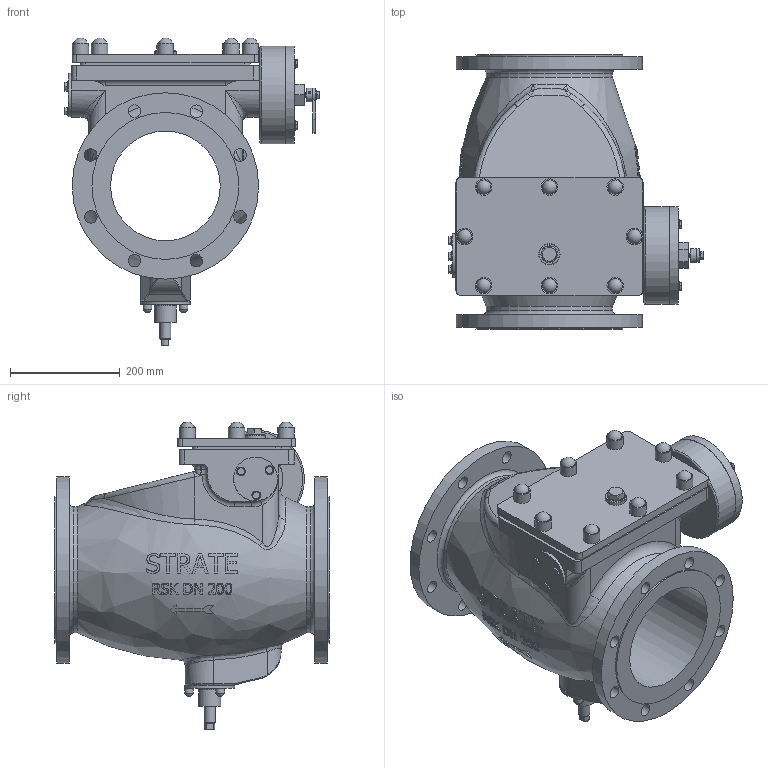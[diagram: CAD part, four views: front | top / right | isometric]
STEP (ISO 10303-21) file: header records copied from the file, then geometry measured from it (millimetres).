
FILE_DESCRIPTION(/* description */ (''),/* implementation_level */ '2;1');
FILE_NAME(/* name */ 'RSK DN 200 FTU.stp',/* time_stamp */ '2019-07-04T13:21:32+02:00',/* author */ ('aunrein'),/* organization */ (''),/* preprocessor_version */ 'ST-DEVELOPER v16.13',/* originating_system */ 'Autodesk Inventor 2018',/* authorisation */ '');
FILE_SCHEMA (('AUTOMOTIVE_DESIGN { 1 0 10303 214 3 1 1 }'));
Length unit declared in the file: millimetre
Products named in the file (1): RSK DN 200 FTU
Bounding box: 464.8 x 500 x 561.91 mm (x, y, z)
Volume: 28972806.3 mm3; surface area: 1413447.4 mm2
Topology: 2 solids, 2 shells, 875 faces, 2188 edges, 1409 vertices
Faces by surface type: plane 405, bspline 247, cylinder 130, cone 58, torus 22, sphere 13
Full cylindrical faces by diameter (mm): 4.917 x1, 8 x5, 11.4 x8, 15 x1, 16 x12, 20 x1, 23 x16, 25 x1, 30 x8, 31.177 x1, 39 x1, 40.069 x1, 80 x1, 91 x1, 100 x1, 130 x1, 139.6 x1, 140.5 x1, 178 x2, 200 x1, 230 x2, 268 x2, 340 x2
Entity records: 32231 total; most frequent: CARTESIAN_POINT 12127, ORIENTED_EDGE 4114, DIRECTION 3582, EDGE_CURVE 2057, AXIS2_PLACEMENT_3D 1438, VERTEX_POINT 1375, EDGE_LOOP 1108, STYLED_ITEM 876
